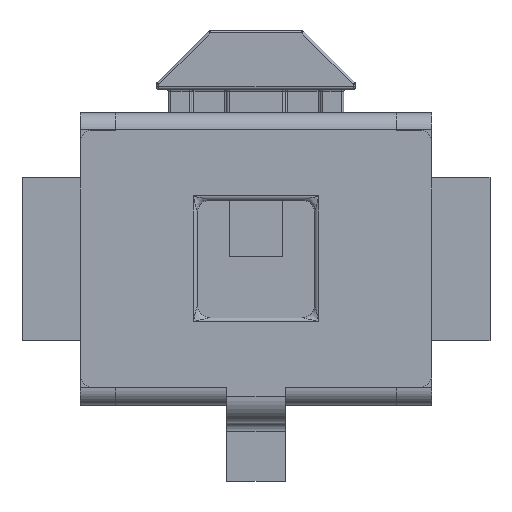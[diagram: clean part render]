
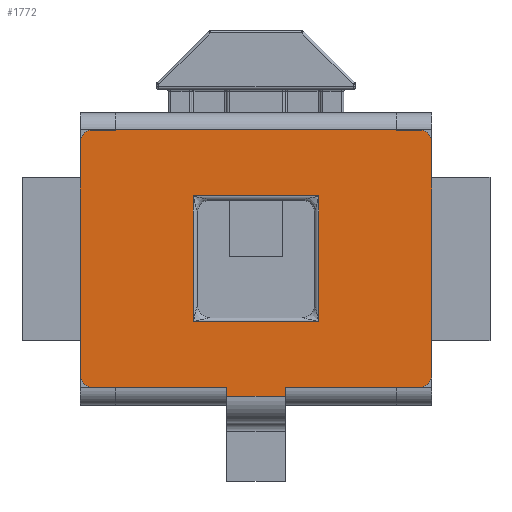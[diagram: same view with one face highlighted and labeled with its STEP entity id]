
A CAD part, top view. The second image highlights one B-rep face of the part: STEP entity #1772.
In plain terms, the highlighted planar face has unit normal (0, 0, 1).
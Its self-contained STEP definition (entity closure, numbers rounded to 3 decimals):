
#628 = VERTEX_POINT('',#629);
#629 = CARTESIAN_POINT('',(1.5,-0.18,1.2));
#635 = EDGE_CURVE('',#628,#636,#638,.T.);
#636 = VERTEX_POINT('',#637);
#637 = CARTESIAN_POINT('',(1.5,1.82,1.2));
#638 = LINE('',#639,#640);
#639 = CARTESIAN_POINT('',(1.5,-0.28,1.2));
#640 = VECTOR('',#641,1.);
#641 = DIRECTION('',(0.,1.,0.));
#1675 = EDGE_CURVE('',#1676,#1678,#1680,.T.);
#1676 = VERTEX_POINT('',#1677);
#1677 = CARTESIAN_POINT('',(1.2,-0.28,1.2));
#1678 = VERTEX_POINT('',#1679);
#1679 = CARTESIAN_POINT('',(1.2,-0.282,1.2));
#1680 = LINE('',#1681,#1682);
#1681 = CARTESIAN_POINT('',(1.2,-0.28,1.2));
#1682 = VECTOR('',#1683,1.);
#1683 = DIRECTION('',(0.,-1.,0.));
#1711 = EDGE_CURVE('',#1676,#1712,#1714,.T.);
#1712 = VERTEX_POINT('',#1713);
#1713 = CARTESIAN_POINT('',(1.4,-0.28,1.2));
#1714 = LINE('',#1715,#1716);
#1715 = CARTESIAN_POINT('',(-1.5,-0.28,1.2));
#1716 = VECTOR('',#1717,1.);
#1717 = DIRECTION('',(1.,0.,0.));
#1735 = EDGE_CURVE('',#628,#1712,#1736,.T.);
#1736 = CIRCLE('',#1737,0.1);
#1737 = AXIS2_PLACEMENT_3D('',#1738,#1739,#1740);
#1738 = CARTESIAN_POINT('',(1.4,-0.18,1.2));
#1739 = DIRECTION('',(0.,0.,-1.));
#1740 = DIRECTION('',(1.,0.,0.));
#1753 = VERTEX_POINT('',#1754);
#1754 = CARTESIAN_POINT('',(1.4,1.92,1.2));
#1760 = EDGE_CURVE('',#636,#1753,#1761,.T.);
#1761 = CIRCLE('',#1762,0.1);
#1762 = AXIS2_PLACEMENT_3D('',#1763,#1764,#1765);
#1763 = CARTESIAN_POINT('',(1.4,1.82,1.2));
#1764 = DIRECTION('',(0.,0.,1.));
#1765 = DIRECTION('',(1.,0.,0.));
#1772 = ADVANCED_FACE('',(#1773,#1900),#1934,.T.);
#1773 = FACE_BOUND('',#1774,.T.);
#1774 = EDGE_LOOP('',(#1775,#1776,#1777,#1778,#1786,#1794,#1802,#1810,
#1818,#1827,#1835,#1844,#1852,#1860,#1868,#1876,#1884,#1892,#1898,
#1899));
#1775 = ORIENTED_EDGE('',*,*,#1735,.F.);
#1776 = ORIENTED_EDGE('',*,*,#635,.T.);
#1777 = ORIENTED_EDGE('',*,*,#1760,.T.);
#1778 = ORIENTED_EDGE('',*,*,#1779,.T.);
#1779 = EDGE_CURVE('',#1753,#1780,#1782,.T.);
#1780 = VERTEX_POINT('',#1781);
#1781 = CARTESIAN_POINT('',(1.2,1.92,1.2));
#1782 = LINE('',#1783,#1784);
#1783 = CARTESIAN_POINT('',(1.5,1.92,1.2));
#1784 = VECTOR('',#1785,1.);
#1785 = DIRECTION('',(-1.,0.,0.));
#1786 = ORIENTED_EDGE('',*,*,#1787,.T.);
#1787 = EDGE_CURVE('',#1780,#1788,#1790,.T.);
#1788 = VERTEX_POINT('',#1789);
#1789 = CARTESIAN_POINT('',(1.2,1.922,1.2));
#1790 = LINE('',#1791,#1792);
#1791 = CARTESIAN_POINT('',(1.2,1.92,1.2));
#1792 = VECTOR('',#1793,1.);
#1793 = DIRECTION('',(0.,1.,0.));
#1794 = ORIENTED_EDGE('',*,*,#1795,.F.);
#1795 = EDGE_CURVE('',#1796,#1788,#1798,.T.);
#1796 = VERTEX_POINT('',#1797);
#1797 = CARTESIAN_POINT('',(-1.2,1.922,1.2));
#1798 = LINE('',#1799,#1800);
#1799 = CARTESIAN_POINT('',(-1.2,1.922,1.2));
#1800 = VECTOR('',#1801,1.);
#1801 = DIRECTION('',(1.,0.,0.));
#1802 = ORIENTED_EDGE('',*,*,#1803,.F.);
#1803 = EDGE_CURVE('',#1804,#1796,#1806,.T.);
#1804 = VERTEX_POINT('',#1805);
#1805 = CARTESIAN_POINT('',(-1.2,1.92,1.2));
#1806 = LINE('',#1807,#1808);
#1807 = CARTESIAN_POINT('',(-1.2,1.92,1.2));
#1808 = VECTOR('',#1809,1.);
#1809 = DIRECTION('',(0.,1.,0.));
#1810 = ORIENTED_EDGE('',*,*,#1811,.T.);
#1811 = EDGE_CURVE('',#1804,#1812,#1814,.T.);
#1812 = VERTEX_POINT('',#1813);
#1813 = CARTESIAN_POINT('',(-1.4,1.92,1.2));
#1814 = LINE('',#1815,#1816);
#1815 = CARTESIAN_POINT('',(1.5,1.92,1.2));
#1816 = VECTOR('',#1817,1.);
#1817 = DIRECTION('',(-1.,0.,0.));
#1818 = ORIENTED_EDGE('',*,*,#1819,.T.);
#1819 = EDGE_CURVE('',#1812,#1820,#1822,.T.);
#1820 = VERTEX_POINT('',#1821);
#1821 = CARTESIAN_POINT('',(-1.5,1.82,1.2));
#1822 = CIRCLE('',#1823,0.1);
#1823 = AXIS2_PLACEMENT_3D('',#1824,#1825,#1826);
#1824 = CARTESIAN_POINT('',(-1.4,1.82,1.2));
#1825 = DIRECTION('',(0.,0.,1.));
#1826 = DIRECTION('',(1.,0.,0.));
#1827 = ORIENTED_EDGE('',*,*,#1828,.T.);
#1828 = EDGE_CURVE('',#1820,#1829,#1831,.T.);
#1829 = VERTEX_POINT('',#1830);
#1830 = CARTESIAN_POINT('',(-1.5,-0.18,1.2));
#1831 = LINE('',#1832,#1833);
#1832 = CARTESIAN_POINT('',(-1.5,1.92,1.2));
#1833 = VECTOR('',#1834,1.);
#1834 = DIRECTION('',(0.,-1.,0.));
#1835 = ORIENTED_EDGE('',*,*,#1836,.F.);
#1836 = EDGE_CURVE('',#1837,#1829,#1839,.T.);
#1837 = VERTEX_POINT('',#1838);
#1838 = CARTESIAN_POINT('',(-1.4,-0.28,1.2));
#1839 = CIRCLE('',#1840,0.1);
#1840 = AXIS2_PLACEMENT_3D('',#1841,#1842,#1843);
#1841 = CARTESIAN_POINT('',(-1.4,-0.18,1.2));
#1842 = DIRECTION('',(0.,0.,-1.));
#1843 = DIRECTION('',(1.,0.,0.));
#1844 = ORIENTED_EDGE('',*,*,#1845,.T.);
#1845 = EDGE_CURVE('',#1837,#1846,#1848,.T.);
#1846 = VERTEX_POINT('',#1847);
#1847 = CARTESIAN_POINT('',(-1.2,-0.28,1.2));
#1848 = LINE('',#1849,#1850);
#1849 = CARTESIAN_POINT('',(-1.5,-0.28,1.2));
#1850 = VECTOR('',#1851,1.);
#1851 = DIRECTION('',(1.,0.,0.));
#1852 = ORIENTED_EDGE('',*,*,#1853,.T.);
#1853 = EDGE_CURVE('',#1846,#1854,#1856,.T.);
#1854 = VERTEX_POINT('',#1855);
#1855 = CARTESIAN_POINT('',(-1.2,-0.282,1.2));
#1856 = LINE('',#1857,#1858);
#1857 = CARTESIAN_POINT('',(-1.2,-0.28,1.2));
#1858 = VECTOR('',#1859,1.);
#1859 = DIRECTION('',(0.,-1.,0.));
#1860 = ORIENTED_EDGE('',*,*,#1861,.T.);
#1861 = EDGE_CURVE('',#1854,#1862,#1864,.T.);
#1862 = VERTEX_POINT('',#1863);
#1863 = CARTESIAN_POINT('',(-0.25,-0.282,1.2));
#1864 = LINE('',#1865,#1866);
#1865 = CARTESIAN_POINT('',(-1.2,-0.282,1.2));
#1866 = VECTOR('',#1867,1.);
#1867 = DIRECTION('',(1.,0.,0.));
#1868 = ORIENTED_EDGE('',*,*,#1869,.F.);
#1869 = EDGE_CURVE('',#1870,#1862,#1872,.T.);
#1870 = VERTEX_POINT('',#1871);
#1871 = CARTESIAN_POINT('',(-0.25,-0.355,1.2));
#1872 = LINE('',#1873,#1874);
#1873 = CARTESIAN_POINT('',(-0.25,-0.355,1.2));
#1874 = VECTOR('',#1875,1.);
#1875 = DIRECTION('',(0.,1.,0.));
#1876 = ORIENTED_EDGE('',*,*,#1877,.F.);
#1877 = EDGE_CURVE('',#1878,#1870,#1880,.T.);
#1878 = VERTEX_POINT('',#1879);
#1879 = CARTESIAN_POINT('',(0.25,-0.355,1.2));
#1880 = LINE('',#1881,#1882);
#1881 = CARTESIAN_POINT('',(0.25,-0.355,1.2));
#1882 = VECTOR('',#1883,1.);
#1883 = DIRECTION('',(-1.,0.,0.));
#1884 = ORIENTED_EDGE('',*,*,#1885,.T.);
#1885 = EDGE_CURVE('',#1878,#1886,#1888,.T.);
#1886 = VERTEX_POINT('',#1887);
#1887 = CARTESIAN_POINT('',(0.25,-0.282,1.2));
#1888 = LINE('',#1889,#1890);
#1889 = CARTESIAN_POINT('',(0.25,-0.355,1.2));
#1890 = VECTOR('',#1891,1.);
#1891 = DIRECTION('',(0.,1.,0.));
#1892 = ORIENTED_EDGE('',*,*,#1893,.T.);
#1893 = EDGE_CURVE('',#1886,#1678,#1894,.T.);
#1894 = LINE('',#1895,#1896);
#1895 = CARTESIAN_POINT('',(-1.2,-0.282,1.2));
#1896 = VECTOR('',#1897,1.);
#1897 = DIRECTION('',(1.,0.,0.));
#1898 = ORIENTED_EDGE('',*,*,#1675,.F.);
#1899 = ORIENTED_EDGE('',*,*,#1711,.T.);
#1900 = FACE_BOUND('',#1901,.T.);
#1901 = EDGE_LOOP('',(#1902,#1912,#1920,#1928));
#1902 = ORIENTED_EDGE('',*,*,#1903,.F.);
#1903 = EDGE_CURVE('',#1904,#1906,#1908,.T.);
#1904 = VERTEX_POINT('',#1905);
#1905 = CARTESIAN_POINT('',(-0.538,1.358,1.2));
#1906 = VERTEX_POINT('',#1907);
#1907 = CARTESIAN_POINT('',(-0.538,0.283,1.2));
#1908 = LINE('',#1909,#1910);
#1909 = CARTESIAN_POINT('',(-0.538,1.32,1.2));
#1910 = VECTOR('',#1911,1.);
#1911 = DIRECTION('',(0.,-1.,0.));
#1912 = ORIENTED_EDGE('',*,*,#1913,.F.);
#1913 = EDGE_CURVE('',#1914,#1904,#1916,.T.);
#1914 = VERTEX_POINT('',#1915);
#1915 = CARTESIAN_POINT('',(0.538,1.358,1.2));
#1916 = LINE('',#1917,#1918);
#1917 = CARTESIAN_POINT('',(0.5,1.358,1.2));
#1918 = VECTOR('',#1919,1.);
#1919 = DIRECTION('',(-1.,0.,0.));
#1920 = ORIENTED_EDGE('',*,*,#1921,.F.);
#1921 = EDGE_CURVE('',#1922,#1914,#1924,.T.);
#1922 = VERTEX_POINT('',#1923);
#1923 = CARTESIAN_POINT('',(0.538,0.283,1.2));
#1924 = LINE('',#1925,#1926);
#1925 = CARTESIAN_POINT('',(0.538,0.32,1.2));
#1926 = VECTOR('',#1927,1.);
#1927 = DIRECTION('',(0.,1.,0.));
#1928 = ORIENTED_EDGE('',*,*,#1929,.F.);
#1929 = EDGE_CURVE('',#1906,#1922,#1930,.T.);
#1930 = LINE('',#1931,#1932);
#1931 = CARTESIAN_POINT('',(-0.5,0.283,1.2));
#1932 = VECTOR('',#1933,1.);
#1933 = DIRECTION('',(1.,0.,0.));
#1934 = PLANE('',#1935);
#1935 = AXIS2_PLACEMENT_3D('',#1936,#1937,#1938);
#1936 = CARTESIAN_POINT('',(0.,0.8,1.2));
#1937 = DIRECTION('',(0.,0.,1.));
#1938 = DIRECTION('',(0.,1.,0.));
